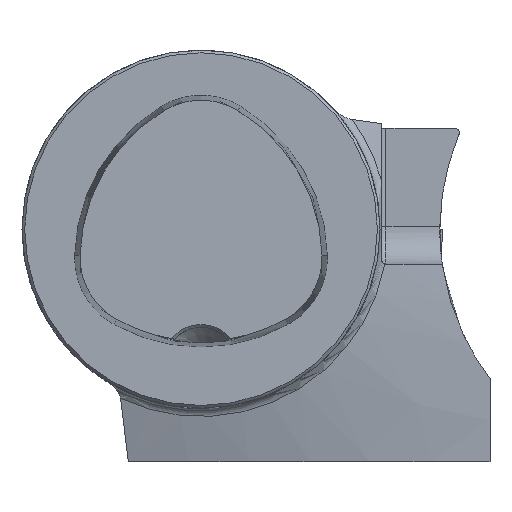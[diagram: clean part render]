
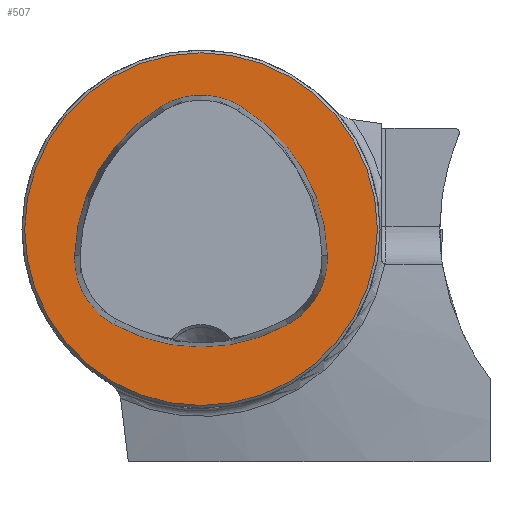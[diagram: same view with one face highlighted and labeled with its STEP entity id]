
A CAD part, top view. The second image highlights one B-rep face of the part: STEP entity #507.
In plain terms, the highlighted planar face has unit normal (0, 0, 1).
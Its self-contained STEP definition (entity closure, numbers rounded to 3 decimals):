
#106=FACE_BOUND('',#714,.T.);
#107=FACE_BOUND('',#715,.T.);
#168=PLANE('',#1956);
#507=ADVANCED_FACE('CU_E_LO_SU_1',(#106,#107),#168,.T.);
#714=EDGE_LOOP('',(#984,#985,#986,#987,#988,#989));
#715=EDGE_LOOP('',(#990));
#814=CIRCLE('',#1947,20.063);
#816=CIRCLE('',#1950,20.063);
#817=CIRCLE('',#1951,8.563);
#818=CIRCLE('',#1952,20.063);
#819=CIRCLE('',#1953,8.563);
#820=CIRCLE('',#1954,8.563);
#821=CIRCLE('',#1955,19.7);
#984=ORIENTED_EDGE('',*,*,#1645,.F.);
#985=ORIENTED_EDGE('',*,*,#1646,.F.);
#986=ORIENTED_EDGE('',*,*,#1647,.F.);
#987=ORIENTED_EDGE('',*,*,#1648,.F.);
#988=ORIENTED_EDGE('',*,*,#1642,.F.);
#989=ORIENTED_EDGE('',*,*,#1649,.F.);
#990=ORIENTED_EDGE('',*,*,#1650,.T.);
#1455=VERTEX_POINT('',#3177);
#1456=VERTEX_POINT('',#3179);
#1458=VERTEX_POINT('',#3185);
#1459=VERTEX_POINT('',#3186);
#1460=VERTEX_POINT('',#3188);
#1461=VERTEX_POINT('',#3190);
#1462=VERTEX_POINT('',#3194);
#1642=EDGE_CURVE('',#1455,#1456,#814,.T.);
#1645=EDGE_CURVE('',#1458,#1459,#816,.T.);
#1646=EDGE_CURVE('',#1460,#1458,#817,.T.);
#1647=EDGE_CURVE('',#1461,#1460,#818,.T.);
#1648=EDGE_CURVE('',#1456,#1461,#819,.T.);
#1649=EDGE_CURVE('',#1459,#1455,#820,.T.);
#1650=EDGE_CURVE('',#1462,#1462,#821,.T.);
#1947=AXIS2_PLACEMENT_3D('',#3178,#2214,#2215);
#1950=AXIS2_PLACEMENT_3D('',#3184,#2221,#2222);
#1951=AXIS2_PLACEMENT_3D('',#3187,#2223,#2224);
#1952=AXIS2_PLACEMENT_3D('',#3189,#2225,#2226);
#1953=AXIS2_PLACEMENT_3D('',#3191,#2227,#2228);
#1954=AXIS2_PLACEMENT_3D('',#3192,#2229,#2230);
#1955=AXIS2_PLACEMENT_3D('',#3193,#2231,#2232);
#1956=AXIS2_PLACEMENT_3D('',#3195,#2233,#2234);
#2214=DIRECTION('',(0.,0.,1.));
#2215=DIRECTION('',(1.,0.,0.));
#2221=DIRECTION('',(0.,0.,1.));
#2222=DIRECTION('',(1.,0.,0.));
#2223=DIRECTION('',(0.,0.,1.));
#2224=DIRECTION('',(1.,0.,0.));
#2225=DIRECTION('',(0.,0.,1.));
#2226=DIRECTION('',(1.,0.,0.));
#2227=DIRECTION('',(0.,0.,1.));
#2228=DIRECTION('',(1.,0.,0.));
#2229=DIRECTION('',(0.,0.,1.));
#2230=DIRECTION('',(1.,0.,0.));
#2231=DIRECTION('',(0.,0.,1.));
#2232=DIRECTION('',(1.,0.,0.));
#2233=DIRECTION('',(0.,0.,1.));
#2234=DIRECTION('',(1.,0.,0.));
#3177=CARTESIAN_POINT('',(-9.704,-10.66,0.));
#3178=CARTESIAN_POINT('',(0.,6.9,0.));
#3179=CARTESIAN_POINT('',(9.704,-10.66,0.));
#3184=CARTESIAN_POINT('',(5.934,-3.451,0.));
#3185=CARTESIAN_POINT('',(-4.418,13.735,0.));
#3186=CARTESIAN_POINT('',(-14.123,-2.953,0.));
#3187=CARTESIAN_POINT('',(0.,6.4,0.));
#3188=CARTESIAN_POINT('',(4.418,13.735,0.));
#3189=CARTESIAN_POINT('',(-5.934,-3.451,0.));
#3190=CARTESIAN_POINT('',(14.123,-2.953,0.));
#3191=CARTESIAN_POINT('',(5.562,-3.165,0.));
#3192=CARTESIAN_POINT('',(-5.562,-3.165,0.));
#3193=CARTESIAN_POINT('',(0.,0.,0.));
#3194=CARTESIAN_POINT('',(19.7,0.,0.));
#3195=CARTESIAN_POINT('',(0.,0.,0.));
